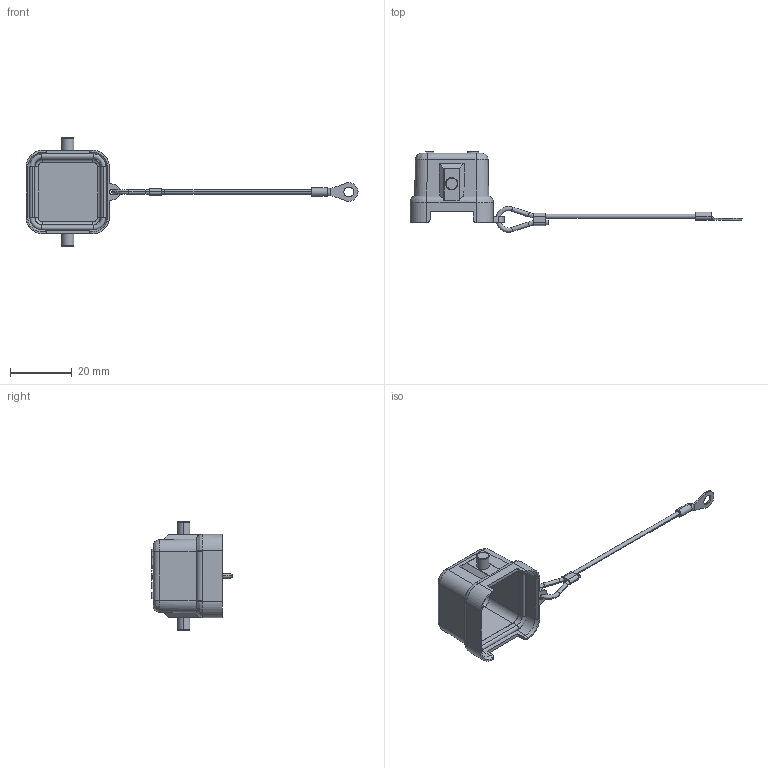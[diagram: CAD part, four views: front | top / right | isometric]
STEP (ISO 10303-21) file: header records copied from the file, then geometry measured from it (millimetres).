
FILE_DESCRIPTION((''),'2;1');
FILE_NAME('H3A-CV_S-2B_2','2023-12-14T',('lj.zou'),(''),'PRO/ENGINEER BY PARAMETRIC TECHNOLOGY CORPORATION, 2012480','PRO/ENGINEER BY PARAMETRIC TECHNOLOGY CORPORATION, 2012480','');
FILE_SCHEMA(('CONFIG_CONTROL_DESIGN'));
Length unit declared in the file: millimetre
Products named in the file (1): H3A-CV_S-2B_2
Bounding box: 107.46 x 26.1 x 35 mm (x, y, z)
Volume: 3768.6 mm3; surface area: 5939.5 mm2
Topology: 1 solids, 1 shells, 287 faces, 747 edges, 472 vertices
Faces by surface type: plane 120, cylinder 108, torus 30, bspline 28, extrusion 1
Entity records: 10869 total; most frequent: CARTESIAN_POINT 3884, ORIENTED_EDGE 1494, DIRECTION 1400, EDGE_CURVE 747, AXIS2_PLACEMENT_3D 502, VERTEX_POINT 472, VECTOR 396, LINE 395
